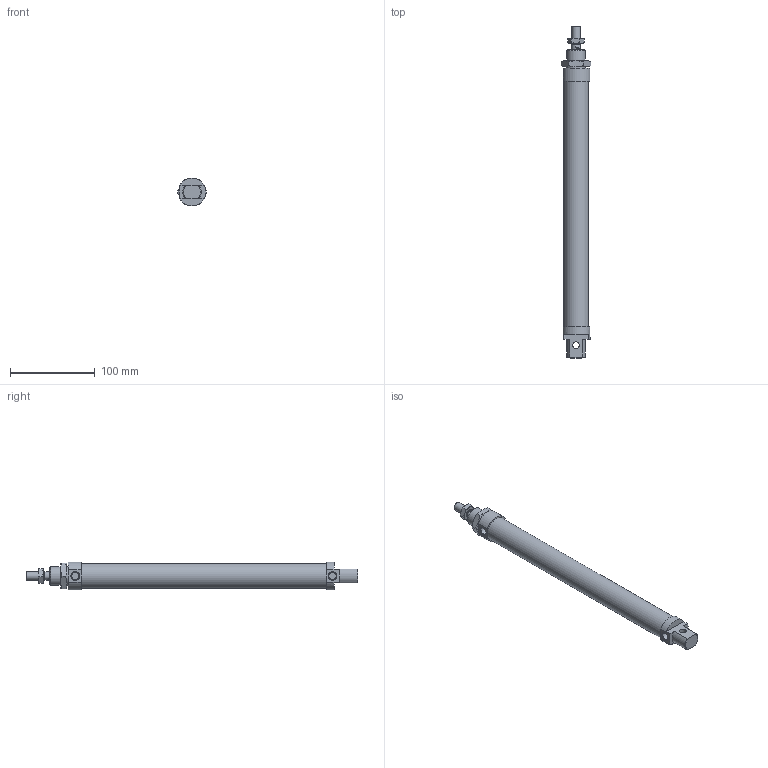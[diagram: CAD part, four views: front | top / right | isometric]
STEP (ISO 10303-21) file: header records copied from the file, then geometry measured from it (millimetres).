
FILE_DESCRIPTION(/* description */ ('Unknown'),/* implementation_level */ '2;1');
FILE_NAME(/* name */ '1260.25.280.A',/* time_stamp */ '2019-10-28T13:44:20-04:00',/* author */ ('Unknown'),/* organization */ ('Unknown'),/* preprocessor_version */ 'ST-DEVELOPER v16.7',/* originating_system */ 'DEX',/* authorisation */ $);
FILE_SCHEMA (('AUTOMOTIVE_DESIGN {1 0 10303 214 3 1 1}'));
Length unit declared in the file: millimetre
Products named in the file (5): 1260_25_XXXX; S1260_25_XXXX; 1200_25_05; C1260_25_XXXX; 1200_25_06
Assembly tree (4 placements, depth 2):
  1260_25_XXXX
    S1260_25_XXXX
    1200_25_05
    C1260_25_XXXX
    1200_25_06
Bounding box: 34.64 x 391 x 32.91 mm (x, y, z)
Volume: 130508.9 mm3; surface area: 70902.4 mm2
Topology: 4 solids, 4 shells, 95 faces, 206 edges, 128 vertices
Faces by surface type: plane 45, cone 33, cylinder 17
Full cylindrical faces by diameter (mm): 8 x1, 8.7 x2, 8.75 x1, 8.8 x1, 10 x3, 20.5 x1, 22 x1, 25 x2, 29 x1
Entity records: 2810 total; most frequent: CARTESIAN_POINT 500, DIRECTION 402, ORIENTED_EDGE 354, EDGE_CURVE 177, AXIS2_PLACEMENT_3D 177, EDGE_LOOP 130, FACE_BOUND 130, VERTEX_POINT 119
